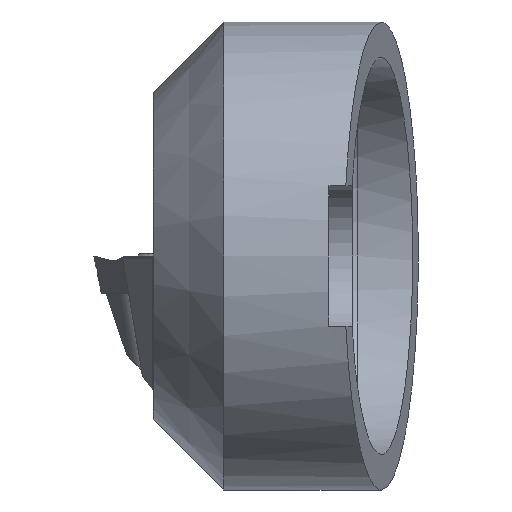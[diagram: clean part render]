
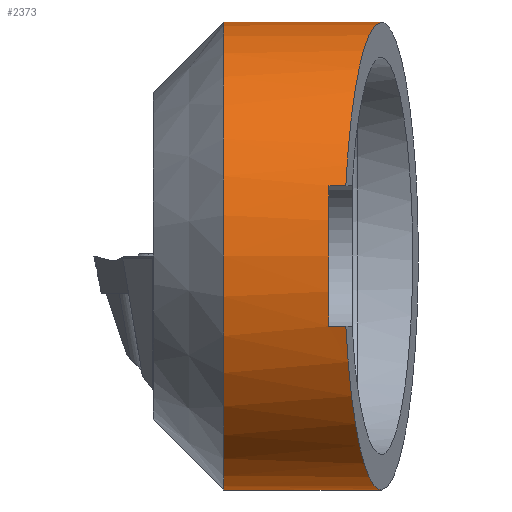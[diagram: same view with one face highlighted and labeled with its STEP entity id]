
A CAD part, front view. The second image highlights one B-rep face of the part: STEP entity #2373.
In plain terms, the highlighted cylindrical face has radius 10 mm (diameter 20 mm), a partial arc.
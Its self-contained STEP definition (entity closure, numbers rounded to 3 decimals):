
#4 = ORIENTED_EDGE ( 'NONE', *, *, #2127, .F. ) ;
#7 = VERTEX_POINT ( 'NONE', #1515 ) ;
#14 =( BOUNDED_CURVE ( )  B_SPLINE_CURVE ( 3, ( #159, #180, #2682, #2370 ),
 .UNSPECIFIED., .F., .T. ) 
 B_SPLINE_CURVE_WITH_KNOTS ( ( 4, 4 ),
 ( 4.712, 5.978 ),
 .UNSPECIFIED. ) 
 CURVE ( )  GEOMETRIC_REPRESENTATION_ITEM ( )  RATIONAL_B_SPLINE_CURVE ( ( 1., 0.871, 0.871, 1. ) ) 
 REPRESENTATION_ITEM ( '' )  );
#30 = DIRECTION ( 'NONE',  ( -1., 0., 0. ) ) ;
#84 = DIRECTION ( 'NONE',  ( 0., 0.2, -0.98 ) ) ;
#159 = CARTESIAN_POINT ( 'NONE',  ( 1.234, 0., 10. ) ) ;
#174 = CARTESIAN_POINT ( 'NONE',  ( 2.818, -9.539, 3. ) ) ;
#180 = CARTESIAN_POINT ( 'NONE',  ( 0.516, -4.529, 10. ) ) ;
#201 = DIRECTION ( 'NONE',  ( 0., 0., -1. ) ) ;
#237 = ORIENTED_EDGE ( 'NONE', *, *, #3295, .F. ) ;
#255 = ORIENTED_EDGE ( 'NONE', *, *, #3176, .F. ) ;
#283 = VECTOR ( 'NONE', #1101, 1000. ) ;
#351 = EDGE_CURVE ( 'NONE', #3328, #3258, #1589, .T. ) ;
#356 = CARTESIAN_POINT ( 'NONE',  ( 1.234, 0., -10. ) ) ;
#517 = VERTEX_POINT ( 'NONE', #3419 ) ;
#628 = EDGE_LOOP ( 'NONE', ( #1382, #255, #2027, #2520, #2323, #4, #3538, #237 ) ) ;
#737 = CARTESIAN_POINT ( 'NONE',  ( -5.5, 0., 10. ) ) ;
#777 = EDGE_CURVE ( 'NONE', #3977, #3258, #2903, .T. ) ;
#948 = FACE_OUTER_BOUND ( 'NONE', #628, .T. ) ;
#1046 = DIRECTION ( 'NONE',  ( -1., 0., 0. ) ) ;
#1101 = DIRECTION ( 'NONE',  ( -1., 0., 0. ) ) ;
#1171 = EDGE_CURVE ( 'NONE', #3328, #1694, #2937, .T. ) ;
#1246 =( BOUNDED_CURVE ( )  B_SPLINE_CURVE ( 3, ( #2788, #1561, #3488, #1933 ),
 .UNSPECIFIED., .F., .F. ) 
 B_SPLINE_CURVE_WITH_KNOTS ( ( 4, 4 ),
 ( 0.305, 1.571 ),
 .UNSPECIFIED. ) 
 CURVE ( )  GEOMETRIC_REPRESENTATION_ITEM ( )  RATIONAL_B_SPLINE_CURVE ( ( 1., 0.871, 0.871, 1. ) ) 
 REPRESENTATION_ITEM ( '' )  );
#1284 = DIRECTION ( 'NONE',  ( 0., 0., 1. ) ) ;
#1358 = CARTESIAN_POINT ( 'NONE',  ( -5.5, 0., 0. ) ) ;
#1374 = DIRECTION ( 'NONE',  ( 1., 0., 0. ) ) ;
#1382 = ORIENTED_EDGE ( 'NONE', *, *, #1853, .F. ) ;
#1515 = CARTESIAN_POINT ( 'NONE',  ( 1.234, 0., 10. ) ) ;
#1542 = AXIS2_PLACEMENT_3D ( 'NONE', #1923, #30, #1284 ) ;
#1561 = CARTESIAN_POINT ( 'NONE',  ( -0.062, -8.181, -7.321 ) ) ;
#1589 = CIRCLE ( 'NONE', #3489, 10. ) ;
#1615 = CYLINDRICAL_SURFACE ( 'NONE', #1542, 10. ) ;
#1694 = VERTEX_POINT ( 'NONE', #2441 ) ;
#1707 = CARTESIAN_POINT ( 'NONE',  ( -1., 0., 0. ) ) ;
#1853 = EDGE_CURVE ( 'NONE', #3238, #517, #2866, .T. ) ;
#1862 = DIRECTION ( 'NONE',  ( -1., 0., 0. ) ) ;
#1868 = CIRCLE ( 'NONE', #3240, 10. ) ;
#1906 = CARTESIAN_POINT ( 'NONE',  ( -13.949, 0., -10. ) ) ;
#1923 = CARTESIAN_POINT ( 'NONE',  ( -13.949, 0., 0. ) ) ;
#1933 = CARTESIAN_POINT ( 'NONE',  ( 1.234, 0., -10. ) ) ;
#2027 = ORIENTED_EDGE ( 'NONE', *, *, #777, .T. ) ;
#2127 = EDGE_CURVE ( 'NONE', #7, #1694, #14, .T. ) ;
#2128 = VERTEX_POINT ( 'NONE', #737 ) ;
#2155 = EDGE_CURVE ( 'NONE', #7, #2128, #3331, .T. ) ;
#2215 = CARTESIAN_POINT ( 'NONE',  ( -1., -9.539, -3. ) ) ;
#2323 = ORIENTED_EDGE ( 'NONE', *, *, #1171, .T. ) ;
#2370 = CARTESIAN_POINT ( 'NONE',  ( -0.277, -9.539, 3. ) ) ;
#2373 = ADVANCED_FACE ( 'NONE', ( #948 ), #1615, .T. ) ;
#2441 = CARTESIAN_POINT ( 'NONE',  ( -0.277, -9.539, 3. ) ) ;
#2456 = VECTOR ( 'NONE', #3814, 1000. ) ;
#2520 = ORIENTED_EDGE ( 'NONE', *, *, #351, .F. ) ;
#2632 = DIRECTION ( 'NONE',  ( 1., 0., 0. ) ) ;
#2682 = CARTESIAN_POINT ( 'NONE',  ( -0.062, -8.181, 7.321 ) ) ;
#2788 = CARTESIAN_POINT ( 'NONE',  ( -0.277, -9.539, -3. ) ) ;
#2866 = LINE ( 'NONE', #1906, #2456 ) ;
#2903 = LINE ( 'NONE', #3269, #283 ) ;
#2932 = CARTESIAN_POINT ( 'NONE',  ( -1., -9.539, 3. ) ) ;
#2937 = LINE ( 'NONE', #174, #3239 ) ;
#3176 = EDGE_CURVE ( 'NONE', #3977, #3238, #1246, .T. ) ;
#3238 = VERTEX_POINT ( 'NONE', #356 ) ;
#3239 = VECTOR ( 'NONE', #2632, 1000. ) ;
#3240 = AXIS2_PLACEMENT_3D ( 'NONE', #1358, #1046, #84 ) ;
#3258 = VERTEX_POINT ( 'NONE', #2215 ) ;
#3269 = CARTESIAN_POINT ( 'NONE',  ( 2.818, -9.539, -3. ) ) ;
#3295 = EDGE_CURVE ( 'NONE', #517, #2128, #1868, .T. ) ;
#3328 = VERTEX_POINT ( 'NONE', #2932 ) ;
#3331 = LINE ( 'NONE', #3998, #3382 ) ;
#3382 = VECTOR ( 'NONE', #1862, 1000. ) ;
#3419 = CARTESIAN_POINT ( 'NONE',  ( -5.5, 0., -10. ) ) ;
#3488 = CARTESIAN_POINT ( 'NONE',  ( 0.516, -4.529, -10. ) ) ;
#3489 = AXIS2_PLACEMENT_3D ( 'NONE', #1707, #1374, #201 ) ;
#3538 = ORIENTED_EDGE ( 'NONE', *, *, #2155, .T. ) ;
#3814 = DIRECTION ( 'NONE',  ( -1., 0., 0. ) ) ;
#3967 = CARTESIAN_POINT ( 'NONE',  ( -0.277, -9.539, -3. ) ) ;
#3977 = VERTEX_POINT ( 'NONE', #3967 ) ;
#3998 = CARTESIAN_POINT ( 'NONE',  ( -13.949, 0., 10. ) ) ;
